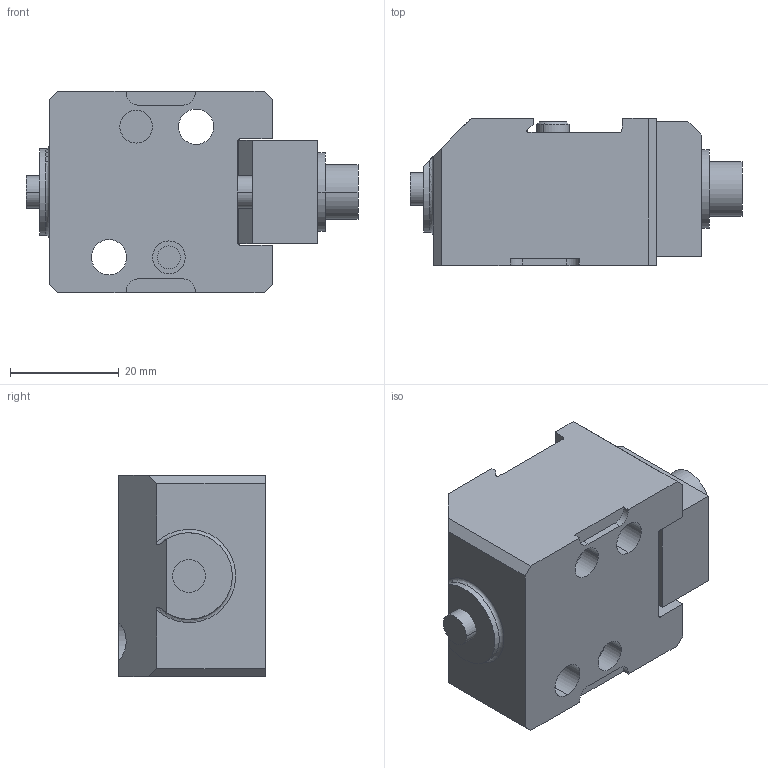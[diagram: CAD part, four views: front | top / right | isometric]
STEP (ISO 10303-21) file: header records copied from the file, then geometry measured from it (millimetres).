
FILE_DESCRIPTION (( 'STEP AP214' ), '1' );
FILE_NAME ('D_DM25.STEP', '2020-03-13T01:17:34', ( '' ), ( '' ), 'SwSTEP 2.0', 'SolidWorks 2018', '' );
FILE_SCHEMA (( 'AUTOMOTIVE_DESIGN' ));
Length unit declared in the file: millimetre
Products named in the file (4): D_DM25; D_DM25-1; D_DM25-3_LP6; D_DM25-2
Assembly tree (3 placements, depth 2):
  D_DM25
    D_DM25-1
    D_DM25-2
    D_DM25-3_LP6
Bounding box: 61 x 27 x 37 mm (x, y, z)
Volume: 34571.7 mm3; surface area: 14124.5 mm2
Topology: 3 solids, 3 shells, 111 faces, 273 edges, 180 vertices
Faces by surface type: plane 58, cylinder 46, cone 6, torus 1
Entity records: 3661 total; most frequent: CARTESIAN_POINT 607, DIRECTION 598, ORIENTED_EDGE 546, EDGE_CURVE 273, AXIS2_PLACEMENT_3D 215, VERTEX_POINT 180, VECTOR 168, LINE 168
